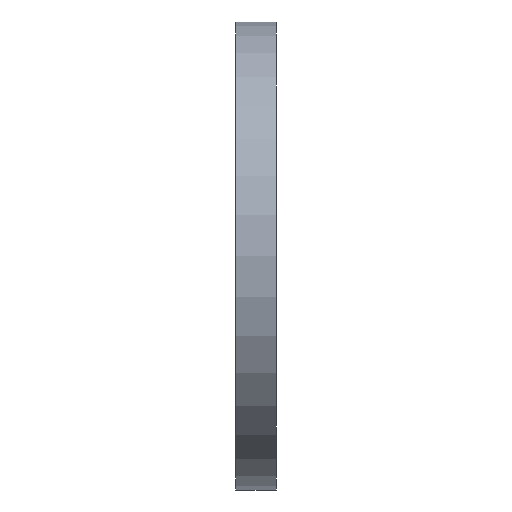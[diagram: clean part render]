
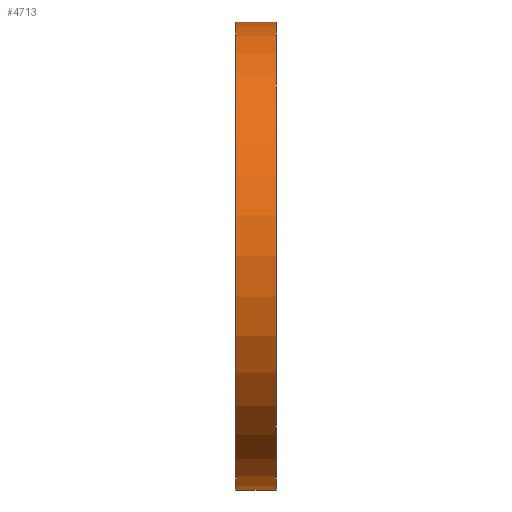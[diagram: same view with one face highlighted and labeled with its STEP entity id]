
A CAD part, left-side view. The second image highlights one B-rep face of the part: STEP entity #4713.
In plain terms, the highlighted cylindrical face has radius 35 mm (diameter 70 mm), a partial arc.
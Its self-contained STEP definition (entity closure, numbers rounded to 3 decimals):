
#107 = CARTESIAN_POINT ( 'NONE',  ( 0., 6., 0. ) ) ;
#295 = LINE ( 'NONE', #2042, #10524 ) ;
#563 = DIRECTION ( 'NONE',  ( 0., 0., -1. ) ) ;
#675 = DIRECTION ( 'NONE',  ( 0., 0., 1. ) ) ;
#757 = DIRECTION ( 'NONE',  ( 0., 0., 1. ) ) ;
#1086 = VERTEX_POINT ( 'NONE', #7314 ) ;
#2042 = CARTESIAN_POINT ( 'NONE',  ( 0., 6., 35. ) ) ;
#2065 = CIRCLE ( 'NONE', #10838, 35. ) ;
#2169 = CYLINDRICAL_SURFACE ( 'NONE', #8989, 35. ) ;
#2790 = DIRECTION ( 'NONE',  ( 0., 1., 0. ) ) ;
#3005 = DIRECTION ( 'NONE',  ( 0., -1., 0. ) ) ;
#3933 = ORIENTED_EDGE ( 'NONE', *, *, #10412, .T. ) ;
#4243 = VERTEX_POINT ( 'NONE', #7182 ) ;
#4593 = EDGE_CURVE ( 'NONE', #6698, #1086, #295, .T. ) ;
#4713 = ADVANCED_FACE ( 'NONE', ( #9776 ), #2169, .T. ) ;
#5568 = CARTESIAN_POINT ( 'NONE',  ( 0., 0., 0. ) ) ;
#5692 = CARTESIAN_POINT ( 'NONE',  ( 0., 6., 0. ) ) ;
#5776 = DIRECTION ( 'NONE',  ( 0., -1., 0. ) ) ;
#6698 = VERTEX_POINT ( 'NONE', #9638 ) ;
#6867 = ORIENTED_EDGE ( 'NONE', *, *, #4593, .F. ) ;
#6948 = VERTEX_POINT ( 'NONE', #11876 ) ;
#7182 = CARTESIAN_POINT ( 'NONE',  ( 0., 6., -35. ) ) ;
#7314 = CARTESIAN_POINT ( 'NONE',  ( 0., 0., 35. ) ) ;
#7462 = EDGE_CURVE ( 'NONE', #6948, #1086, #8836, .T. ) ;
#7820 = VECTOR ( 'NONE', #5776, 1000. ) ;
#7864 = AXIS2_PLACEMENT_3D ( 'NONE', #5568, #12439, #675 ) ;
#7915 = CARTESIAN_POINT ( 'NONE',  ( 0., 6., -35. ) ) ;
#8770 = LINE ( 'NONE', #7915, #7820 ) ;
#8836 = CIRCLE ( 'NONE', #7864, 35. ) ;
#8989 = AXIS2_PLACEMENT_3D ( 'NONE', #107, #10392, #563 ) ;
#9339 = ORIENTED_EDGE ( 'NONE', *, *, #10677, .F. ) ;
#9496 = ORIENTED_EDGE ( 'NONE', *, *, #7462, .T. ) ;
#9638 = CARTESIAN_POINT ( 'NONE',  ( 0., 6., 35. ) ) ;
#9776 = FACE_OUTER_BOUND ( 'NONE', #10542, .T. ) ;
#10392 = DIRECTION ( 'NONE',  ( 0., -1., 0. ) ) ;
#10412 = EDGE_CURVE ( 'NONE', #4243, #6948, #8770, .T. ) ;
#10524 = VECTOR ( 'NONE', #3005, 1000. ) ;
#10542 = EDGE_LOOP ( 'NONE', ( #6867, #9339, #3933, #9496 ) ) ;
#10677 = EDGE_CURVE ( 'NONE', #4243, #6698, #2065, .T. ) ;
#10838 = AXIS2_PLACEMENT_3D ( 'NONE', #5692, #2790, #757 ) ;
#11876 = CARTESIAN_POINT ( 'NONE',  ( 0., 0., -35. ) ) ;
#12439 = DIRECTION ( 'NONE',  ( 0., 1., 0. ) ) ;
